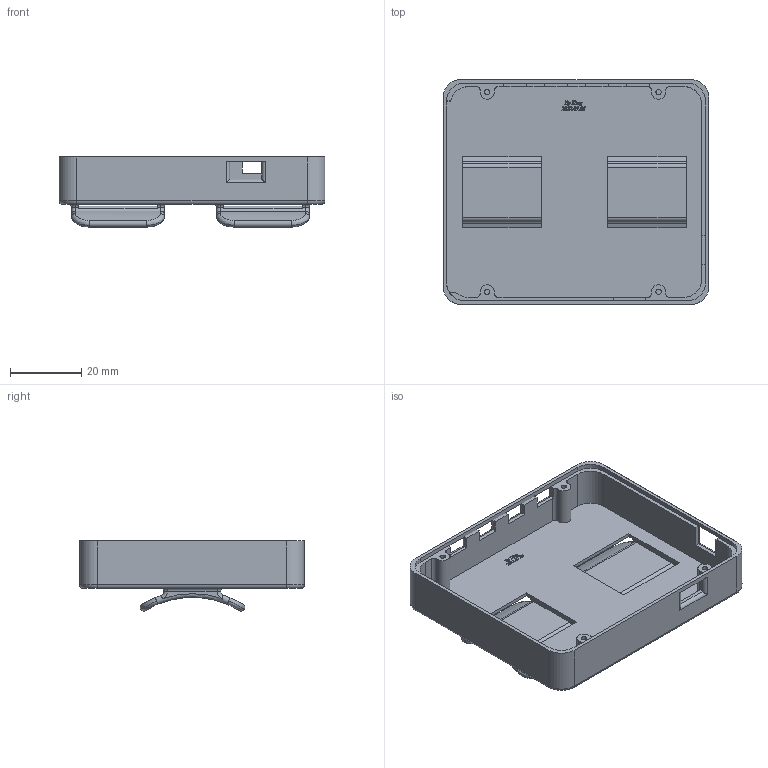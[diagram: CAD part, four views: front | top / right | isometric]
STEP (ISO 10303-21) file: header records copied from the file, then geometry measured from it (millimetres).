
FILE_DESCRIPTION(/* description */ (''),/* implementation_level */ '2;1');
FILE_NAME(/* name */ '电源模块-底-V2.0-右.step',/* time_stamp */ '2022-07-05T20:57:46+08:00',/* author */ (''),/* organization */ (''),/* preprocessor_version */ 'ST-DEVELOPER v19',/* originating_system */ 'Autodesk Translation Framework v11.7.0.108',/* authorisation */ '');
FILE_SCHEMA (('AUTOMOTIVE_DESIGN { 1 0 10303 214 3 1 1 }'));
Length unit declared in the file: millimetre
Products named in the file (1): 电源模块-底
Bounding box: 74.5 x 63 x 19.68 mm (x, y, z)
Volume: 12937.3 mm3; surface area: 17676.3 mm2
Topology: 1 solids, 1 shells, 646 faces, 1811 edges, 1186 vertices
Faces by surface type: bspline 342, plane 191, cylinder 89, torus 24
Full cylindrical faces by diameter (mm): 1.5 x4
Entity records: 24392 total; most frequent: CARTESIAN_POINT 9838, ORIENTED_EDGE 3622, DIRECTION 1985, EDGE_CURVE 1811, VERTEX_POINT 1186, LINE 895, VECTOR 895, EDGE_LOOP 685
